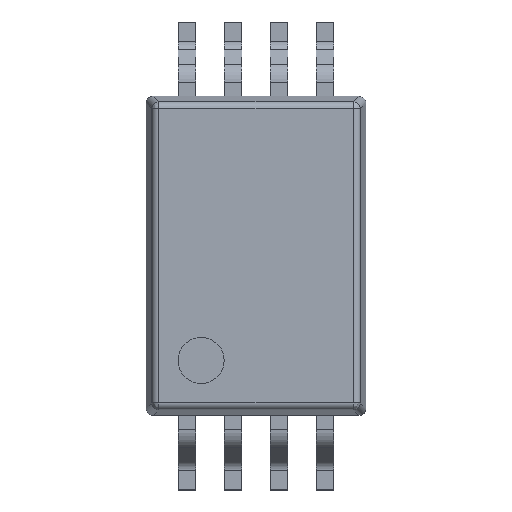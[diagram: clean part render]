
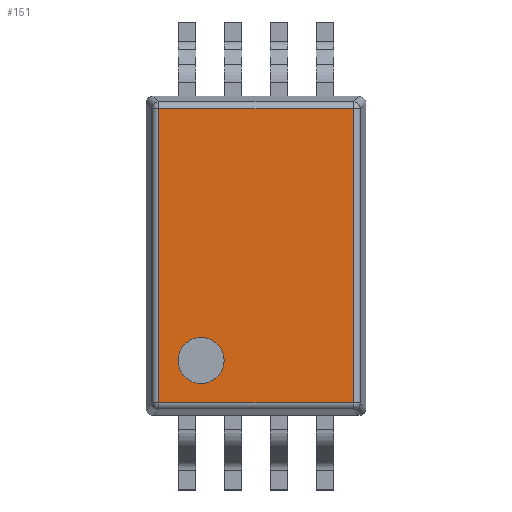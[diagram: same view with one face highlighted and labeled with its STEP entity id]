
A CAD part, top view. The second image highlights one B-rep face of the part: STEP entity #151.
In plain terms, the highlighted planar face has unit normal (0, 0, 1).
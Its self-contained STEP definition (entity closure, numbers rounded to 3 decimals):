
#151=ADVANCED_FACE('',(#1708,#1710),#1712,.T.);
#1708=FACE_BOUND('',#1709,.T.);
#1709=EDGE_LOOP('',(#3031,#3032,#3033,#3034));
#1710=FACE_BOUND('',#1711,.T.);
#1711=EDGE_LOOP('',(#3035));
#1712=PLANE('',#1713);
#1713=AXIS2_PLACEMENT_3D('',#1714,#1715,#1716);
#1714=CARTESIAN_POINT('',(0.,0.,1.1));
#1715=DIRECTION('',(0.,0.,1.));
#1716=DIRECTION('',(1.,0.,0.));
#3031=ORIENTED_EDGE('',*,*,#3887,.T.);
#3032=ORIENTED_EDGE('',*,*,#3888,.T.);
#3033=ORIENTED_EDGE('',*,*,#3889,.T.);
#3034=ORIENTED_EDGE('',*,*,#3890,.T.);
#3035=ORIENTED_EDGE('',*,*,#3891,.T.);
#3887=EDGE_CURVE('',#4333,#4334,#4335,.T.);
#3888=EDGE_CURVE('',#4334,#4336,#4337,.T.);
#3889=EDGE_CURVE('',#4336,#4338,#4339,.T.);
#3890=EDGE_CURVE('',#4338,#4333,#4340,.T.);
#3891=EDGE_CURVE('',#4341,#4341,#4342,.F.);
#4333=VERTEX_POINT('',#5133);
#4334=VERTEX_POINT('',#5134);
#4335=LINE('',#5135,#5136);
#4336=VERTEX_POINT('',#5138);
#4337=LINE('',#5139,#5140);
#4338=VERTEX_POINT('',#5142);
#4339=LINE('',#5143,#5144);
#4340=LINE('',#5146,#5147);
#4341=VERTEX_POINT('',#5149);
#4342=CIRCLE('',#5150,0.325);
#5133=CARTESIAN_POINT('',(1.373,-2.073,1.1));
#5134=CARTESIAN_POINT('',(1.373,2.073,1.1));
#5135=CARTESIAN_POINT('',(1.373,-2.073,1.1));
#5136=VECTOR('',#5137,1.);
#5137=DIRECTION('',(0.,1.,0.));
#5138=CARTESIAN_POINT('',(-1.373,2.073,1.1));
#5139=CARTESIAN_POINT('',(1.373,2.073,1.1));
#5140=VECTOR('',#5141,1.);
#5141=DIRECTION('',(-1.,0.,0.));
#5142=CARTESIAN_POINT('',(-1.373,-2.073,1.1));
#5143=CARTESIAN_POINT('',(-1.373,2.073,1.1));
#5144=VECTOR('',#5145,1.);
#5145=DIRECTION('',(0.,-1.,0.));
#5146=CARTESIAN_POINT('',(-1.373,-2.073,1.1));
#5147=VECTOR('',#5148,1.);
#5148=DIRECTION('',(1.,0.,0.));
#5149=CARTESIAN_POINT('',(-0.45,-1.475,1.1));
#5150=AXIS2_PLACEMENT_3D('',#5151,#5152,#5153);
#5151=CARTESIAN_POINT('',(-0.775,-1.475,1.1));
#5152=DIRECTION('',(0.,0.,1.));
#5153=DIRECTION('',(1.,0.,0.));
